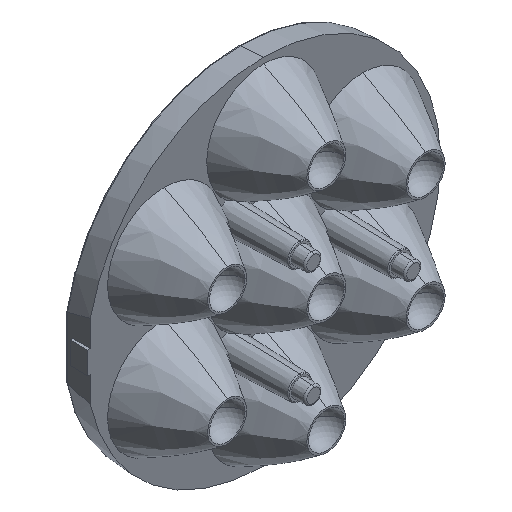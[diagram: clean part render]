
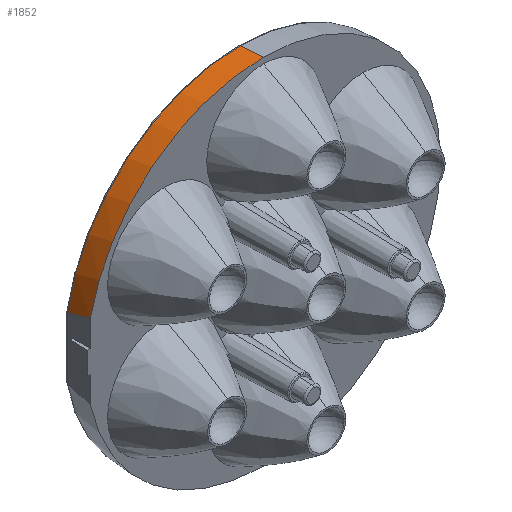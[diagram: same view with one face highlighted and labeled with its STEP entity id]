
A CAD part, isometric view. The second image highlights one B-rep face of the part: STEP entity #1852.
In plain terms, the highlighted conical face has half-angle 4 degrees and reference radius 19.95 mm.
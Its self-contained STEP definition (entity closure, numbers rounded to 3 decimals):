
#117 = VERTEX_POINT ( 'NONE', #1453 ) ;
#121 = CARTESIAN_POINT ( 'NONE',  ( -19.457, 10.514, 3.487 ) ) ;
#128 = CARTESIAN_POINT ( 'NONE',  ( -19.503, 7.9, 4.199 ) ) ;
#133 = DIRECTION ( 'NONE',  ( 0., -0.998, 0.07 ) ) ;
#180 = B_SPLINE_CURVE_WITH_KNOTS ( 'NONE', 3,
 ( #121, #2370, #401, #918 ),
 .UNSPECIFIED., .F., .F.,
 ( 4, 4 ),
 ( 0., 0. ),
 .UNSPECIFIED. ) ;
#185 = CARTESIAN_POINT ( 'NONE',  ( -19.503, 7.9, 4.199 ) ) ;
#212 = VECTOR ( 'NONE', #133, 1000. ) ;
#264 = CIRCLE ( 'NONE', #688, 19.767 ) ;
#318 = AXIS2_PLACEMENT_3D ( 'NONE', #623, #2379, #1568 ) ;
#396 = EDGE_CURVE ( 'NONE', #1355, #2384, #1955, .T. ) ;
#401 = CARTESIAN_POINT ( 'NONE',  ( -19.458, 10.507, 3.488 ) ) ;
#445 = CARTESIAN_POINT ( 'NONE',  ( -19.458, 10.503, 3.489 ) ) ;
#512 = CARTESIAN_POINT ( 'NONE',  ( -19.458, 10.503, 3.489 ) ) ;
#623 = CARTESIAN_POINT ( 'NONE',  ( 0., 7.9, 0. ) ) ;
#688 = AXIS2_PLACEMENT_3D ( 'NONE', #2624, #2850, #2836 ) ;
#701 = DIRECTION ( 'NONE',  ( 0., -1., 0. ) ) ;
#709 = AXIS2_PLACEMENT_3D ( 'NONE', #1157, #701, #1405 ) ;
#768 = VERTEX_POINT ( 'NONE', #1866 ) ;
#803 = CARTESIAN_POINT ( 'NONE',  ( 0., 10.514, 19.767 ) ) ;
#883 = CARTESIAN_POINT ( 'NONE',  ( 0., 7.9, 19.95 ) ) ;
#896 = ORIENTED_EDGE ( 'NONE', *, *, #2875, .T. ) ;
#918 = CARTESIAN_POINT ( 'NONE',  ( -19.458, 10.503, 3.489 ) ) ;
#990 = ORIENTED_EDGE ( 'NONE', *, *, #3070, .F. ) ;
#1015 = ORIENTED_EDGE ( 'NONE', *, *, #2545, .T. ) ;
#1145 = LINE ( 'NONE', #883, #212 ) ;
#1157 = CARTESIAN_POINT ( 'NONE',  ( 0., 7.9, 0. ) ) ;
#1213 = VERTEX_POINT ( 'NONE', #803 ) ;
#1355 = VERTEX_POINT ( 'NONE', #512 ) ;
#1405 = DIRECTION ( 'NONE',  ( 0., 0., 1. ) ) ;
#1453 = CARTESIAN_POINT ( 'NONE',  ( 0., 7.9, 19.95 ) ) ;
#1512 = EDGE_CURVE ( 'NONE', #768, #1355, #180, .T. ) ;
#1568 = DIRECTION ( 'NONE',  ( 0., 0., 1. ) ) ;
#1723 = ORIENTED_EDGE ( 'NONE', *, *, #1512, .T. ) ;
#1852 = ADVANCED_FACE ( 'NONE', ( #2693 ), #2861, .T. ) ;
#1866 = CARTESIAN_POINT ( 'NONE',  ( -19.457, 10.514, 3.487 ) ) ;
#1924 = ORIENTED_EDGE ( 'NONE', *, *, #396, .T. ) ;
#1955 = B_SPLINE_CURVE_WITH_KNOTS ( 'NONE', 3,
 ( #445, #2129, #2409, #185 ),
 .UNSPECIFIED., .F., .F.,
 ( 4, 4 ),
 ( 0., 0.003 ),
 .UNSPECIFIED. ) ;
#2129 = CARTESIAN_POINT ( 'NONE',  ( -19.473, 9.641, 3.747 ) ) ;
#2370 = CARTESIAN_POINT ( 'NONE',  ( -19.457, 10.51, 3.487 ) ) ;
#2379 = DIRECTION ( 'NONE',  ( 0., 1., 0. ) ) ;
#2384 = VERTEX_POINT ( 'NONE', #128 ) ;
#2409 = CARTESIAN_POINT ( 'NONE',  ( -19.488, 8.773, 3.98 ) ) ;
#2545 = EDGE_CURVE ( 'NONE', #2384, #117, #2890, .T. ) ;
#2624 = CARTESIAN_POINT ( 'NONE',  ( 0., 10.514, 0. ) ) ;
#2693 = FACE_OUTER_BOUND ( 'NONE', #2751, .T. ) ;
#2751 = EDGE_LOOP ( 'NONE', ( #990, #896, #1723, #1924, #1015 ) ) ;
#2836 = DIRECTION ( 'NONE',  ( 0., 0., -1. ) ) ;
#2850 = DIRECTION ( 'NONE',  ( 0., -1., 0. ) ) ;
#2861 = CONICAL_SURFACE ( 'NONE', #709, 19.95, 0.07 ) ;
#2875 = EDGE_CURVE ( 'NONE', #1213, #768, #264, .T. ) ;
#2890 = CIRCLE ( 'NONE', #318, 19.95 ) ;
#3070 = EDGE_CURVE ( 'NONE', #1213, #117, #1145, .T. ) ;
